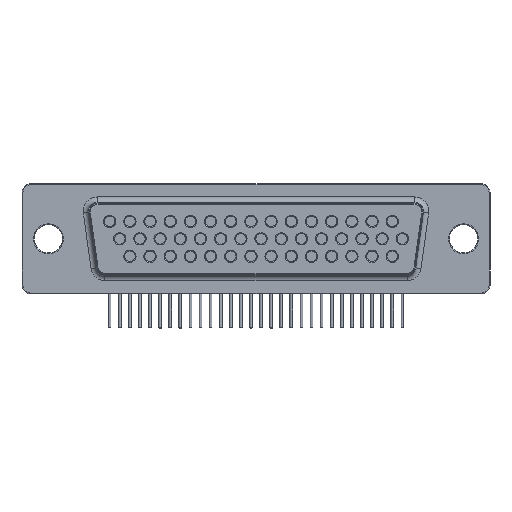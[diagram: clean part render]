
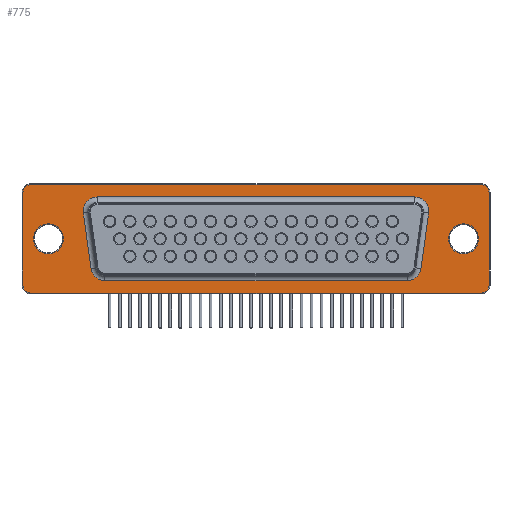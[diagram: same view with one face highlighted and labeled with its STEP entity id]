
A CAD part, front view. The second image highlights one B-rep face of the part: STEP entity #775.
In plain terms, the highlighted planar face has unit normal (0, -1, 0).
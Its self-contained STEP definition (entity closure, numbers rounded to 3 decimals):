
#36=DIRECTION('',(0.,-1.,0.));
#37=DIRECTION('',(0.,0.,1.));
#52=DIRECTION('',(0.,1.,0.));
#91=DIRECTION('',(0.991,0.,-0.137));
#106=DIRECTION('',(0.,0.,-1.));
#112=VECTOR('',#113,1.);
#113=DIRECTION('',(1.,0.,0.));
#121=DIRECTION('',(-0.991,0.,-0.137));
#173=VECTOR('',#174,1.);
#174=DIRECTION('',(-1.,0.,0.));
#215=CARTESIAN_POINT('',(-33.46,-13.66,9.4));
#480=VERTEX_POINT('',#481);
#481=CARTESIAN_POINT('',(-35.045,-13.66,9.181));
#485=DIRECTION('',(-0.137,0.,0.991));
#490=VERTEX_POINT('',#491);
#491=CARTESIAN_POINT('',(-33.46,-13.66,11.));
#496=EDGE_CURVE('',#480,#490,#497,.T.);
#497=CIRCLE('',#498,1.6);
#498=AXIS2_PLACEMENT_3D('',#215,#52,#121);
#514=VECTOR('',#485,1.);
#535=CARTESIAN_POINT('',(2.545,-13.66,9.4));
#539=ORIENTED_EDGE('',*,*,#540,.T.);
#540=EDGE_CURVE('',#490,#541,#543,.T.);
#541=VERTEX_POINT('',#542);
#542=CARTESIAN_POINT('',(2.545,-13.66,11.));
#543=LINE('',#491,#112);
#567=CARTESIAN_POINT('',(-32.591,-13.66,3.1));
#580=VECTOR('',#581,1.);
#581=DIRECTION('',(-0.137,0.,-0.991));
#611=CARTESIAN_POINT('',(1.676,-13.66,3.1));
#765=VERTEX_POINT('',#766);
#766=CARTESIAN_POINT('',(-34.176,-13.66,2.881));
#770=ORIENTED_EDGE('',*,*,#771,.T.);
#771=EDGE_CURVE('',#765,#480,#772,.T.);
#772=LINE('',#766,#514);
#775=ADVANCED_FACE('',(#776,#805,#857,#866),#875,.T.);
#776=FACE_BOUND('',#777,.T.);
#777=EDGE_LOOP('',(#539,#778,#784,#789,#795,#800,#770,#804));
#778=ORIENTED_EDGE('',*,*,#779,.T.);
#779=EDGE_CURVE('',#541,#780,#782,.T.);
#780=VERTEX_POINT('',#781);
#781=CARTESIAN_POINT('',(4.13,-13.66,9.181));
#782=CIRCLE('',#783,1.6);
#783=AXIS2_PLACEMENT_3D('',#535,#52,#37);
#784=ORIENTED_EDGE('',*,*,#785,.T.);
#785=EDGE_CURVE('',#780,#786,#788,.T.);
#786=VERTEX_POINT('',#787);
#787=CARTESIAN_POINT('',(3.261,-13.66,2.881));
#788=LINE('',#781,#580);
#789=ORIENTED_EDGE('',*,*,#790,.T.);
#790=EDGE_CURVE('',#786,#791,#793,.T.);
#791=VERTEX_POINT('',#792);
#792=CARTESIAN_POINT('',(1.676,-13.66,1.5));
#793=CIRCLE('',#794,1.6);
#794=AXIS2_PLACEMENT_3D('',#611,#52,#91);
#795=ORIENTED_EDGE('',*,*,#796,.T.);
#796=EDGE_CURVE('',#791,#797,#799,.T.);
#797=VERTEX_POINT('',#798);
#798=CARTESIAN_POINT('',(-32.591,-13.66,1.5));
#799=LINE('',#792,#173);
#800=ORIENTED_EDGE('',*,*,#801,.T.);
#801=EDGE_CURVE('',#797,#765,#802,.T.);
#802=CIRCLE('',#803,1.6);
#803=AXIS2_PLACEMENT_3D('',#567,#52,#106);
#804=ORIENTED_EDGE('',*,*,#496,.T.);
#805=FACE_BOUND('',#806,.T.);
#806=EDGE_LOOP('',(#807,#816,#822,#829,#834,#841,#847,#854));
#807=ORIENTED_EDGE('',*,*,#808,.T.);
#808=EDGE_CURVE('',#809,#811,#813,.T.);
#809=VERTEX_POINT('',#810);
#810=CARTESIAN_POINT('',(-41.008,-13.66,12.4));
#811=VERTEX_POINT('',#812);
#812=CARTESIAN_POINT('',(-41.908,-13.66,11.5));
#813=CIRCLE('',#814,0.9);
#814=AXIS2_PLACEMENT_3D('',#815,#36,#37);
#815=CARTESIAN_POINT('',(-41.008,-13.66,11.5));
#816=ORIENTED_EDGE('',*,*,#817,.T.);
#817=EDGE_CURVE('',#811,#818,#820,.T.);
#818=VERTEX_POINT('',#819);
#819=CARTESIAN_POINT('',(-41.908,-13.66,1.));
#820=LINE('',#812,#821);
#821=VECTOR('',#106,1.);
#822=ORIENTED_EDGE('',*,*,#823,.T.);
#823=EDGE_CURVE('',#818,#824,#826,.T.);
#824=VERTEX_POINT('',#825);
#825=CARTESIAN_POINT('',(-41.008,-13.66,0.1));
#826=CIRCLE('',#827,0.9);
#827=AXIS2_PLACEMENT_3D('',#828,#36,#174);
#828=CARTESIAN_POINT('',(-41.008,-13.66,1.));
#829=ORIENTED_EDGE('',*,*,#830,.T.);
#830=EDGE_CURVE('',#824,#831,#833,.T.);
#831=VERTEX_POINT('',#832);
#832=CARTESIAN_POINT('',(10.093,-13.66,0.1));
#833=LINE('',#825,#112);
#834=ORIENTED_EDGE('',*,*,#835,.T.);
#835=EDGE_CURVE('',#831,#836,#838,.T.);
#836=VERTEX_POINT('',#837);
#837=CARTESIAN_POINT('',(10.993,-13.66,1.));
#838=CIRCLE('',#839,0.9);
#839=AXIS2_PLACEMENT_3D('',#840,#36,#106);
#840=CARTESIAN_POINT('',(10.093,-13.66,1.));
#841=ORIENTED_EDGE('',*,*,#842,.T.);
#842=EDGE_CURVE('',#836,#843,#845,.T.);
#843=VERTEX_POINT('',#844);
#844=CARTESIAN_POINT('',(10.993,-13.66,11.5));
#845=LINE('',#837,#846);
#846=VECTOR('',#37,1.);
#847=ORIENTED_EDGE('',*,*,#848,.T.);
#848=EDGE_CURVE('',#843,#849,#851,.T.);
#849=VERTEX_POINT('',#850);
#850=CARTESIAN_POINT('',(10.093,-13.66,12.4));
#851=CIRCLE('',#852,0.9);
#852=AXIS2_PLACEMENT_3D('',#853,#36,#113);
#853=CARTESIAN_POINT('',(10.093,-13.66,11.5));
#854=ORIENTED_EDGE('',*,*,#855,.T.);
#855=EDGE_CURVE('',#849,#809,#856,.T.);
#856=LINE('',#850,#173);
#857=FACE_BOUND('',#858,.T.);
#858=EDGE_LOOP('',(#859));
#859=ORIENTED_EDGE('',*,*,#860,.F.);
#860=EDGE_CURVE('',#861,#861,#863,.T.);
#861=VERTEX_POINT('',#862);
#862=CARTESIAN_POINT('',(-37.308,-13.66,6.25));
#863=CIRCLE('',#864,1.7);
#864=AXIS2_PLACEMENT_3D('',#865,#36,#113);
#865=CARTESIAN_POINT('',(-39.008,-13.66,6.25));
#866=FACE_BOUND('',#867,.T.);
#867=EDGE_LOOP('',(#868));
#868=ORIENTED_EDGE('',*,*,#869,.F.);
#869=EDGE_CURVE('',#870,#870,#872,.T.);
#870=VERTEX_POINT('',#871);
#871=CARTESIAN_POINT('',(9.793,-13.66,6.25));
#872=CIRCLE('',#873,1.7);
#873=AXIS2_PLACEMENT_3D('',#874,#36,#113);
#874=CARTESIAN_POINT('',(8.093,-13.66,6.25));
#875=PLANE('',#876);
#876=AXIS2_PLACEMENT_3D('',#877,#36,#113);
#877=CARTESIAN_POINT('',(-15.458,-13.66,6.25));
